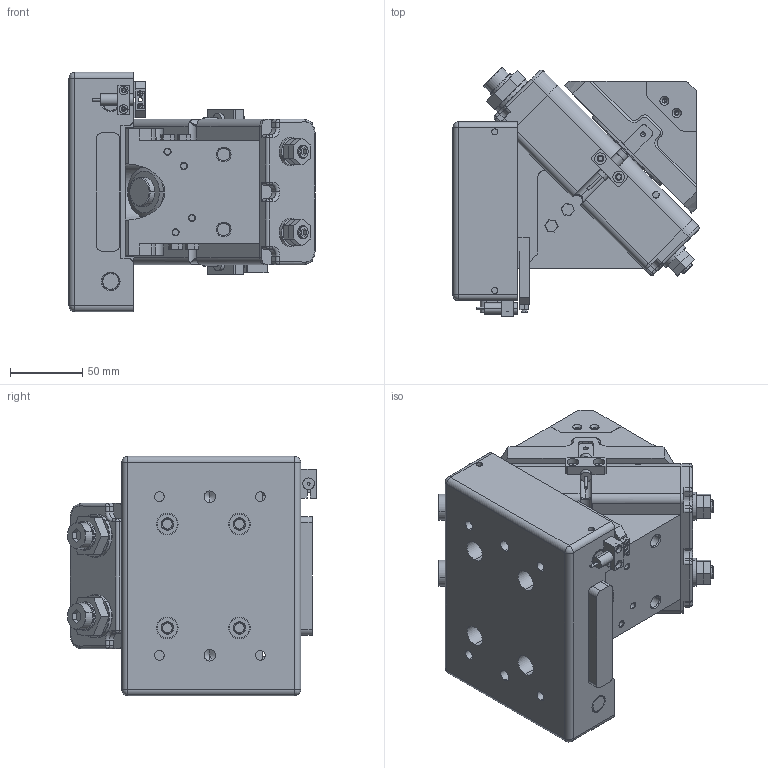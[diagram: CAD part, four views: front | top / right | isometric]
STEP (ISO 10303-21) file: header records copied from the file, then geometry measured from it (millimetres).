
FILE_DESCRIPTION (( 'STEP AP203' ), '1' );
FILE_NAME ('TG32-ZG32.STEP', '2024-12-16T02:41:03', ( 'USER-' ), ( 'Microsoft' ), 'SwSTEP 2.0', 'SolidWorks 2018', '' );
FILE_SCHEMA (( 'CONFIG_CONTROL_DESIGN' ));
Length unit declared in the file: millimetre
Products named in the file (39): TG32.sldasm-Part-60; HT-ZG32杅耀.sldasm-Part-4; TG32.sldasm-Part-82; TG32.sldasm-Part-63; TG32.sldasm-Part-77; 茞癹弇傷裔菜え; TG32.sldasm-Part-90; TG32.sldasm-Part-62; HT-ZG32杅耀.sldasm-Part-5; TG32.sldasm-Part-69; 茞癹弇蹟譫; TG32.sldasm-Part-68; TG32-M-02 眻褒輸; HT-ZG32杅耀; TG32.sldasm-Part-86; TG32.sldasm-Part-59; TG32; TG32.sldasm-Part-83; TG32-M-12茞癹弇傷裔; HT-ZG32杅耀.sldasm-Part-3; TG32-M-05 遣喳傷裔; TG32.sldasm-Part-70; HT-ZG32杅耀.sldasm-Part-10; 揤輸蚾饜极; HT-ZG32杅耀.sldasm-Part-1; TG32.sldasm-Part-76; HT-ZG32杅耀.sldasm-Part-6; 揤輸杅耀.sldasm-Part-9; TG32.sldasm-Part-61; TG32.sldasm-Part-71; TG32.sldasm-Part-72; HT-ZG32杅耀.sldasm-Part-7; 25x12-R3; TG32-ZG32; TG32.sldasm-Part-84; 埴翐芛_GB_FASTENER_SCREWS_HSHCS M2X8-N; TG32.sldasm-Part-80; TG32.sldasm-Part-92; 茞癹弇蹟恇裝
Assembly tree (46 placements, depth 4):
  TG32-ZG32
    TG32
      TG32.sldasm-Part-59  x2
      TG32.sldasm-Part-60
      TG32.sldasm-Part-61
      TG32.sldasm-Part-62
      TG32.sldasm-Part-63
      TG32.sldasm-Part-68
      TG32.sldasm-Part-69
      TG32.sldasm-Part-70
      TG32.sldasm-Part-71
      TG32.sldasm-Part-72
      TG32.sldasm-Part-76
      TG32.sldasm-Part-77
      TG32.sldasm-Part-80
      TG32.sldasm-Part-82
      TG32.sldasm-Part-83
      TG32.sldasm-Part-84
      TG32.sldasm-Part-86
      TG32.sldasm-Part-90
      TG32.sldasm-Part-92
      TG32-M-05 遣喳傷裔
      TG32-M-12茞癹弇傷裔
      TG32-M-02 眻褒輸
      茞癹弇傷裔菜え  x2
      茞癹弇蹟恇裝  x2
      茞癹弇蹟譫  x4
      25x12-R3
    HT-ZG32杅耀
      HT-ZG32杅耀.sldasm-Part-1
      HT-ZG32杅耀.sldasm-Part-3
      HT-ZG32杅耀.sldasm-Part-4
      HT-ZG32杅耀.sldasm-Part-5
      HT-ZG32杅耀.sldasm-Part-6
      HT-ZG32杅耀.sldasm-Part-7
      HT-ZG32杅耀.sldasm-Part-10
      揤輸蚾饜极
        揤輸杅耀.sldasm-Part-9
        埴翐芛_GB_FASTENER_SCREWS_HSHCS M2X8-N  x2
      25x12-R3
Bounding box: 170.75 x 172.74 x 166 mm (x, y, z)
Volume: 2211968.8 mm3; surface area: 341775.8 mm2
Topology: 43 solids, 59 shells, 2215 faces, 5696 edges, 3671 vertices
Faces by surface type: plane 1060, cylinder 630, bspline 312, cone 168, torus 31, sphere 14
Entity records: 61036 total; most frequent: CARTESIAN_POINT 16642, ORIENTED_EDGE 8346, DIRECTION 8099, EDGE_CURVE 4173, AXIS2_PLACEMENT_3D 2807, VERTEX_POINT 2708, VECTOR 2485, LINE 2485
